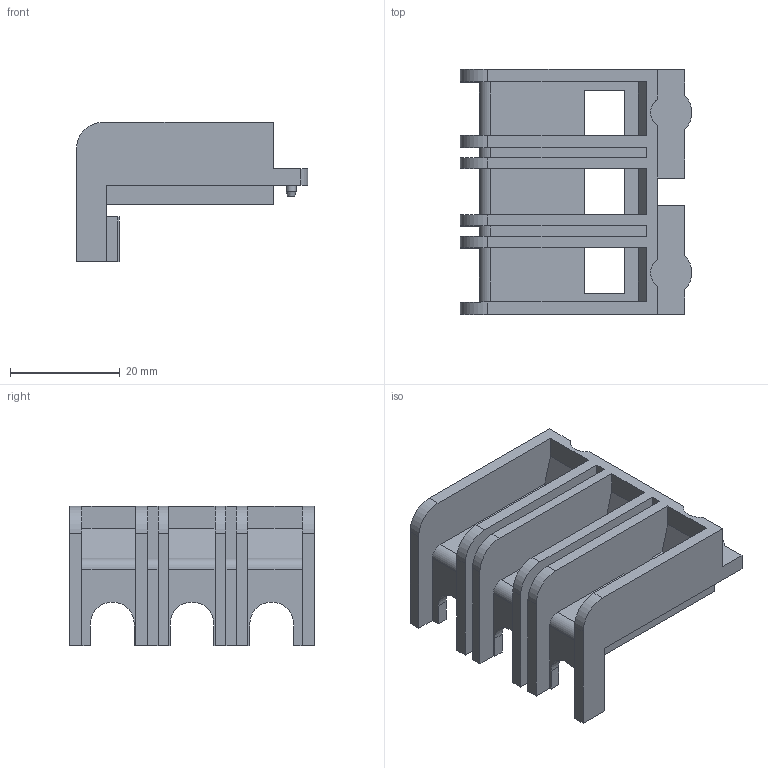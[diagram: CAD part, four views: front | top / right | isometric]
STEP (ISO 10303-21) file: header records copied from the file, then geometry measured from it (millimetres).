
FILE_DESCRIPTION((''),'2;1');
FILE_NAME('12M90030H01 - LSTBS25.stp','2015-05-26T13:39:16',('rshanor'),(''),'Autodesk Inventor 2013','Autodesk Inventor 2013','');
FILE_SCHEMA(('AUTOMOTIVE_DESIGN { 1 2 10303 214 0 1 1 1 }'));
Length unit declared in the file: millimetre
Products named in the file (1): 12M90030H01
Bounding box: 42.23 x 44.7 x 25.5 mm (x, y, z)
Volume: 11143 mm3; surface area: 11425.2 mm2
Topology: 1 solids, 1 shells, 133 faces, 405 edges, 270 vertices
Faces by surface type: plane 111, cylinder 20, cone 2
Full cylindrical faces by diameter (mm): 1.8 x2
Entity records: 4481 total; most frequent: CARTESIAN_POINT 801, ORIENTED_EDGE 798, DIRECTION 709, EDGE_CURVE 399, VECTOR 357, LINE 357, VERTEX_POINT 268, AXIS2_PLACEMENT_3D 176
